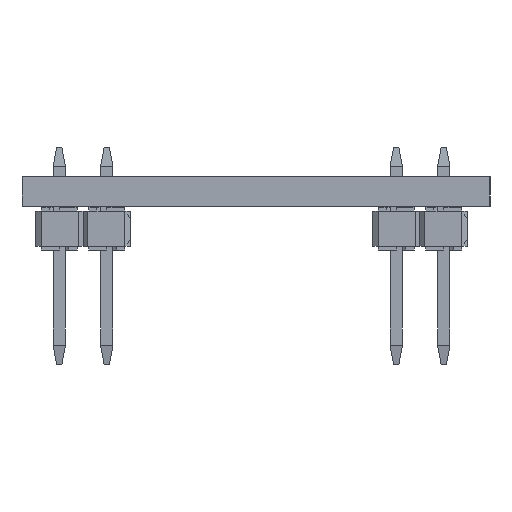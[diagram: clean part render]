
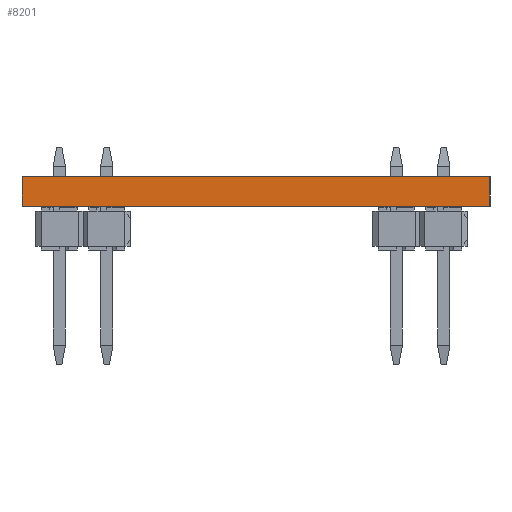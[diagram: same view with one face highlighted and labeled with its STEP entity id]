
A CAD part, left-side view. The second image highlights one B-rep face of the part: STEP entity #8201.
In plain terms, the highlighted planar face has unit normal (-1, 0, 0).
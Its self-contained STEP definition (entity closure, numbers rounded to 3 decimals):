
#8201 = ADVANCED_FACE('',(#8202),#8216,.T.);
#8202 = FACE_BOUND('',#8203,.T.);
#8203 = EDGE_LOOP('',(#8204,#8239,#8267,#8295));
#8204 = ORIENTED_EDGE('',*,*,#8205,.T.);
#8205 = EDGE_CURVE('',#8206,#8208,#8210,.T.);
#8206 = VERTEX_POINT('',#8207);
#8207 = CARTESIAN_POINT('',(0.,0.,0.));
#8208 = VERTEX_POINT('',#8209);
#8209 = CARTESIAN_POINT('',(0.,0.,1.6));
#8210 = SURFACE_CURVE('',#8211,(#8215,#8227),.PCURVE_S1.);
#8211 = LINE('',#8212,#8213);
#8212 = CARTESIAN_POINT('',(0.,0.,0.));
#8213 = VECTOR('',#8214,1.);
#8214 = DIRECTION('',(0.,0.,1.));
#8215 = PCURVE('',#8216,#8221);
#8216 = PLANE('',#8217);
#8217 = AXIS2_PLACEMENT_3D('',#8218,#8219,#8220);
#8218 = CARTESIAN_POINT('',(0.,0.,0.));
#8219 = DIRECTION('',(-1.,0.,0.));
#8220 = DIRECTION('',(0.,1.,0.));
#8221 = DEFINITIONAL_REPRESENTATION('',(#8222),#8226);
#8222 = LINE('',#8223,#8224);
#8223 = CARTESIAN_POINT('',(0.,0.));
#8224 = VECTOR('',#8225,1.);
#8225 = DIRECTION('',(0.,-1.));
#8226 = ( GEOMETRIC_REPRESENTATION_CONTEXT(2) 
PARAMETRIC_REPRESENTATION_CONTEXT() REPRESENTATION_CONTEXT('2D SPACE',''
  ) );
#8227 = PCURVE('',#8228,#8233);
#8228 = PLANE('',#8229);
#8229 = AXIS2_PLACEMENT_3D('',#8230,#8231,#8232);
#8230 = CARTESIAN_POINT('',(63.,0.,0.));
#8231 = DIRECTION('',(0.,-1.,0.));
#8232 = DIRECTION('',(-1.,0.,0.));
#8233 = DEFINITIONAL_REPRESENTATION('',(#8234),#8238);
#8234 = LINE('',#8235,#8236);
#8235 = CARTESIAN_POINT('',(63.,0.));
#8236 = VECTOR('',#8237,1.);
#8237 = DIRECTION('',(0.,-1.));
#8238 = ( GEOMETRIC_REPRESENTATION_CONTEXT(2) 
PARAMETRIC_REPRESENTATION_CONTEXT() REPRESENTATION_CONTEXT('2D SPACE',''
  ) );
#8239 = ORIENTED_EDGE('',*,*,#8240,.T.);
#8240 = EDGE_CURVE('',#8208,#8241,#8243,.T.);
#8241 = VERTEX_POINT('',#8242);
#8242 = CARTESIAN_POINT('',(0.,25.,1.6));
#8243 = SURFACE_CURVE('',#8244,(#8248,#8255),.PCURVE_S1.);
#8244 = LINE('',#8245,#8246);
#8245 = CARTESIAN_POINT('',(0.,0.,1.6));
#8246 = VECTOR('',#8247,1.);
#8247 = DIRECTION('',(0.,1.,0.));
#8248 = PCURVE('',#8216,#8249);
#8249 = DEFINITIONAL_REPRESENTATION('',(#8250),#8254);
#8250 = LINE('',#8251,#8252);
#8251 = CARTESIAN_POINT('',(0.,-1.6));
#8252 = VECTOR('',#8253,1.);
#8253 = DIRECTION('',(1.,0.));
#8254 = ( GEOMETRIC_REPRESENTATION_CONTEXT(2) 
PARAMETRIC_REPRESENTATION_CONTEXT() REPRESENTATION_CONTEXT('2D SPACE',''
  ) );
#8255 = PCURVE('',#8256,#8261);
#8256 = PLANE('',#8257);
#8257 = AXIS2_PLACEMENT_3D('',#8258,#8259,#8260);
#8258 = CARTESIAN_POINT('',(31.5,12.5,1.6));
#8259 = DIRECTION('',(0.,0.,-1.));
#8260 = DIRECTION('',(-1.,0.,0.));
#8261 = DEFINITIONAL_REPRESENTATION('',(#8262),#8266);
#8262 = LINE('',#8263,#8264);
#8263 = CARTESIAN_POINT('',(31.5,-12.5));
#8264 = VECTOR('',#8265,1.);
#8265 = DIRECTION('',(0.,1.));
#8266 = ( GEOMETRIC_REPRESENTATION_CONTEXT(2) 
PARAMETRIC_REPRESENTATION_CONTEXT() REPRESENTATION_CONTEXT('2D SPACE',''
  ) );
#8267 = ORIENTED_EDGE('',*,*,#8268,.F.);
#8268 = EDGE_CURVE('',#8269,#8241,#8271,.T.);
#8269 = VERTEX_POINT('',#8270);
#8270 = CARTESIAN_POINT('',(0.,25.,0.));
#8271 = SURFACE_CURVE('',#8272,(#8276,#8283),.PCURVE_S1.);
#8272 = LINE('',#8273,#8274);
#8273 = CARTESIAN_POINT('',(0.,25.,0.));
#8274 = VECTOR('',#8275,1.);
#8275 = DIRECTION('',(0.,0.,1.));
#8276 = PCURVE('',#8216,#8277);
#8277 = DEFINITIONAL_REPRESENTATION('',(#8278),#8282);
#8278 = LINE('',#8279,#8280);
#8279 = CARTESIAN_POINT('',(25.,0.));
#8280 = VECTOR('',#8281,1.);
#8281 = DIRECTION('',(0.,-1.));
#8282 = ( GEOMETRIC_REPRESENTATION_CONTEXT(2) 
PARAMETRIC_REPRESENTATION_CONTEXT() REPRESENTATION_CONTEXT('2D SPACE',''
  ) );
#8283 = PCURVE('',#8284,#8289);
#8284 = PLANE('',#8285);
#8285 = AXIS2_PLACEMENT_3D('',#8286,#8287,#8288);
#8286 = CARTESIAN_POINT('',(0.,25.,0.));
#8287 = DIRECTION('',(0.,1.,0.));
#8288 = DIRECTION('',(1.,0.,0.));
#8289 = DEFINITIONAL_REPRESENTATION('',(#8290),#8294);
#8290 = LINE('',#8291,#8292);
#8291 = CARTESIAN_POINT('',(0.,0.));
#8292 = VECTOR('',#8293,1.);
#8293 = DIRECTION('',(0.,-1.));
#8294 = ( GEOMETRIC_REPRESENTATION_CONTEXT(2) 
PARAMETRIC_REPRESENTATION_CONTEXT() REPRESENTATION_CONTEXT('2D SPACE',''
  ) );
#8295 = ORIENTED_EDGE('',*,*,#8296,.F.);
#8296 = EDGE_CURVE('',#8206,#8269,#8297,.T.);
#8297 = SURFACE_CURVE('',#8298,(#8302,#8309),.PCURVE_S1.);
#8298 = LINE('',#8299,#8300);
#8299 = CARTESIAN_POINT('',(0.,0.,0.));
#8300 = VECTOR('',#8301,1.);
#8301 = DIRECTION('',(0.,1.,0.));
#8302 = PCURVE('',#8216,#8303);
#8303 = DEFINITIONAL_REPRESENTATION('',(#8304),#8308);
#8304 = LINE('',#8305,#8306);
#8305 = CARTESIAN_POINT('',(0.,0.));
#8306 = VECTOR('',#8307,1.);
#8307 = DIRECTION('',(1.,0.));
#8308 = ( GEOMETRIC_REPRESENTATION_CONTEXT(2) 
PARAMETRIC_REPRESENTATION_CONTEXT() REPRESENTATION_CONTEXT('2D SPACE',''
  ) );
#8309 = PCURVE('',#8310,#8315);
#8310 = PLANE('',#8311);
#8311 = AXIS2_PLACEMENT_3D('',#8312,#8313,#8314);
#8312 = CARTESIAN_POINT('',(31.5,12.5,0.));
#8313 = DIRECTION('',(0.,0.,-1.));
#8314 = DIRECTION('',(-1.,0.,0.));
#8315 = DEFINITIONAL_REPRESENTATION('',(#8316),#8320);
#8316 = LINE('',#8317,#8318);
#8317 = CARTESIAN_POINT('',(31.5,-12.5));
#8318 = VECTOR('',#8319,1.);
#8319 = DIRECTION('',(0.,1.));
#8320 = ( GEOMETRIC_REPRESENTATION_CONTEXT(2) 
PARAMETRIC_REPRESENTATION_CONTEXT() REPRESENTATION_CONTEXT('2D SPACE',''
  ) );
